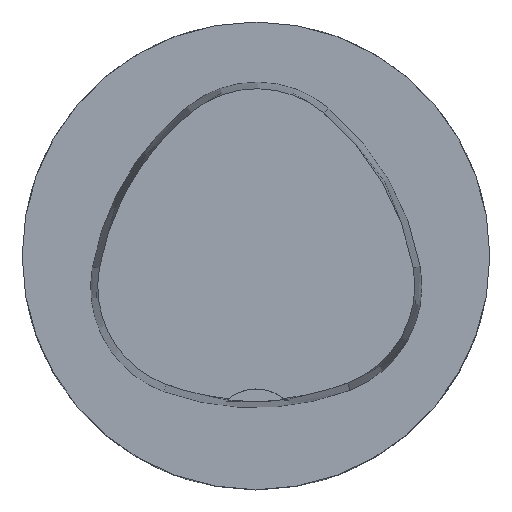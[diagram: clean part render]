
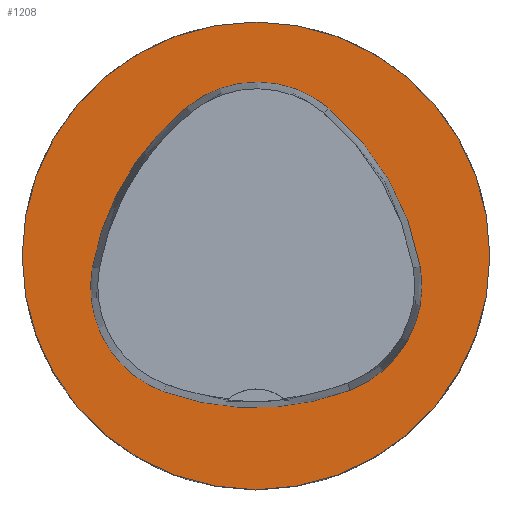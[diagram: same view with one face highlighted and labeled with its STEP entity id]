
A CAD part, top view. The second image highlights one B-rep face of the part: STEP entity #1208.
In plain terms, the highlighted planar face has unit normal (0, 0, 1).
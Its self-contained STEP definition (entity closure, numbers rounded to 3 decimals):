
#387=PLANE('',#6624);
#1208=ADVANCED_FACE('',(#2259,#2260),#387,.T.);
#2259=FACE_BOUND('',#2673,.T.);
#2260=FACE_BOUND('',#2674,.T.);
#2673=EDGE_LOOP('',(#4201,#4202,#4203,#4204,#4205,#4206));
#2674=EDGE_LOOP('',(#4207));
#4201=ORIENTED_EDGE('',*,*,#5613,.T.);
#4202=ORIENTED_EDGE('',*,*,#5593,.T.);
#4203=ORIENTED_EDGE('',*,*,#5597,.T.);
#4204=ORIENTED_EDGE('',*,*,#5600,.T.);
#4205=ORIENTED_EDGE('',*,*,#5603,.T.);
#4206=ORIENTED_EDGE('',*,*,#5611,.T.);
#4207=ORIENTED_EDGE('',*,*,#4864,.F.);
#4295=VERTEX_POINT('',#8437);
#4824=VERTEX_POINT('',#31811);
#4825=VERTEX_POINT('',#31812);
#4828=VERTEX_POINT('',#31820);
#4830=VERTEX_POINT('',#31826);
#4832=VERTEX_POINT('',#31832);
#4839=VERTEX_POINT('',#31853);
#4864=EDGE_CURVE('',#4295,#4295,#5646,.T.);
#5593=EDGE_CURVE('',#4824,#4825,#5773,.T.);
#5597=EDGE_CURVE('',#4825,#4828,#5775,.T.);
#5600=EDGE_CURVE('',#4828,#4830,#5777,.T.);
#5603=EDGE_CURVE('',#4830,#4832,#5779,.T.);
#5611=EDGE_CURVE('',#4832,#4839,#5783,.T.);
#5613=EDGE_CURVE('',#4839,#4824,#5785,.T.);
#5646=CIRCLE('',#5956,31.5);
#5773=CIRCLE('',#6602,36.);
#5775=CIRCLE('',#6605,15.);
#5777=CIRCLE('',#6608,36.);
#5779=CIRCLE('',#6611,15.);
#5783=CIRCLE('',#6616,36.);
#5785=CIRCLE('',#6619,15.);
#5956=AXIS2_PLACEMENT_3D('',#8436,#6705,#6706);
#6602=AXIS2_PLACEMENT_3D('',#31810,#8253,#8254);
#6605=AXIS2_PLACEMENT_3D('',#31819,#8261,#8262);
#6608=AXIS2_PLACEMENT_3D('',#31825,#8268,#8269);
#6611=AXIS2_PLACEMENT_3D('',#31831,#8275,#8276);
#6616=AXIS2_PLACEMENT_3D('',#31854,#8287,#8288);
#6619=AXIS2_PLACEMENT_3D('',#31857,#8293,#8294);
#6624=AXIS2_PLACEMENT_3D('',#31862,#8303,#8304);
#6705=DIRECTION('',(0.,0.,-1.));
#6706=DIRECTION('',(-1.,0.,0.));
#8253=DIRECTION('',(0.,0.,-1.));
#8254=DIRECTION('',(-1.,0.,0.));
#8261=DIRECTION('',(0.,0.,-1.));
#8262=DIRECTION('',(-1.,0.,0.));
#8268=DIRECTION('',(0.,0.,-1.));
#8269=DIRECTION('',(-1.,0.,0.));
#8275=DIRECTION('',(0.,0.,-1.));
#8276=DIRECTION('',(-1.,0.,0.));
#8287=DIRECTION('',(0.,0.,-1.));
#8288=DIRECTION('',(-1.,0.,0.));
#8293=DIRECTION('',(0.,0.,-1.));
#8294=DIRECTION('',(-1.,0.,0.));
#8303=DIRECTION('',(0.,0.,1.));
#8304=DIRECTION('',(1.,0.,0.));
#8436=CARTESIAN_POINT('',(0.,0.,0.));
#8437=CARTESIAN_POINT('',(-31.5,0.,0.));
#31810=CARTESIAN_POINT('',(13.398,-7.893,0.));
#31811=CARTESIAN_POINT('',(-22.041,-1.562,0.));
#31812=CARTESIAN_POINT('',(-9.317,20.036,0.));
#31819=CARTESIAN_POINT('',(0.148,8.399,0.));
#31820=CARTESIAN_POINT('',(9.779,19.898,0.));
#31825=CARTESIAN_POINT('',(-13.337,-7.7,0.));
#31826=CARTESIAN_POINT('',(22.122,-1.48,0.));
#31831=CARTESIAN_POINT('',(7.347,-4.071,0.));
#31832=CARTESIAN_POINT('',(12.693,-18.087,0.));
#31853=CARTESIAN_POINT('',(-12.373,-18.307,0.));
#31854=CARTESIAN_POINT('',(-0.137,15.55,0.));
#31857=CARTESIAN_POINT('',(-7.275,-4.2,0.));
#31862=CARTESIAN_POINT('',(0.,0.,0.));
